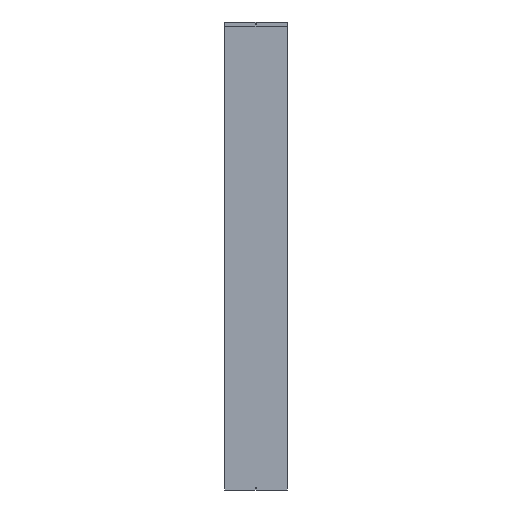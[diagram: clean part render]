
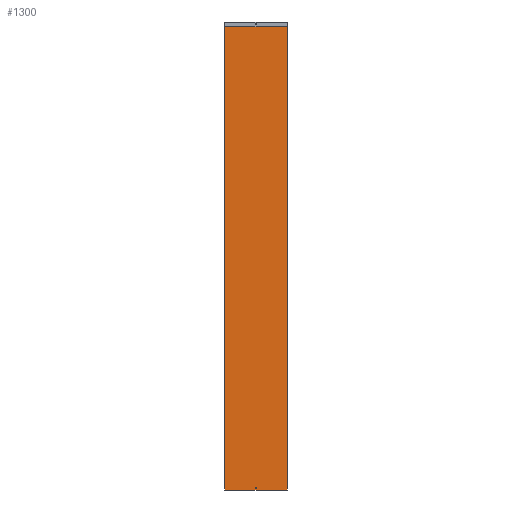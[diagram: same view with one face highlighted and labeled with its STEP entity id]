
A CAD part, front view. The second image highlights one B-rep face of the part: STEP entity #1300.
In plain terms, the highlighted planar face has unit normal (0, -1, 0).
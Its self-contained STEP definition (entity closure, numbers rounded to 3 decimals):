
#77 = FACE_BOUND ( 'NONE', #700, .T. ) ;
#80 = FACE_OUTER_BOUND ( 'NONE', #697, .T. ) ;
#113 = VERTEX_POINT ( 'NONE', #665 ) ;
#193 = CARTESIAN_POINT ( 'NONE',  ( -200., 0., 0. ) ) ;
#194 = CARTESIAN_POINT ( 'NONE',  ( 200., 0., 2968. ) ) ;
#202 = CARTESIAN_POINT ( 'NONE',  ( -200., 0., 2968. ) ) ;
#207 = CARTESIAN_POINT ( 'NONE',  ( 200., 0., 0. ) ) ;
#348 = VERTEX_POINT ( 'NONE', #193 ) ;
#367 = VERTEX_POINT ( 'NONE', #202 ) ;
#379 = VERTEX_POINT ( 'NONE', #207 ) ;
#386 = VERTEX_POINT ( 'NONE', #194 ) ;
#439 = AXIS2_PLACEMENT_3D ( 'NONE', #1191, #1188, #1186 ) ;
#509 = AXIS2_PLACEMENT_3D ( 'NONE', #626, #621, #620 ) ;
#524 = EDGE_CURVE ( 'NONE', #367, #348, #1007, .T. ) ;
#526 = EDGE_CURVE ( 'NONE', #113, #113, #1011, .T. ) ;
#527 = EDGE_CURVE ( 'NONE', #386, #379, #1016, .T. ) ;
#529 = EDGE_CURVE ( 'NONE', #367, #386, #1019, .T. ) ;
#531 = EDGE_CURVE ( 'NONE', #348, #379, #1015, .T. ) ;
#620 = DIRECTION ( 'NONE',  ( 0., 0., 1. ) ) ;
#621 = DIRECTION ( 'NONE',  ( 0., 1., 0. ) ) ;
#626 = CARTESIAN_POINT ( 'NONE',  ( -200., 0., 2969. ) ) ;
#628 = PLANE ( 'NONE',  #509 ) ;
#665 = CARTESIAN_POINT ( 'NONE',  ( 0., 0., 18.5 ) ) ;
#697 = EDGE_LOOP ( 'NONE', ( #756, #757, #758, #759 ) ) ;
#700 = EDGE_LOOP ( 'NONE', ( #755 ) ) ;
#755 = ORIENTED_EDGE ( 'NONE', *, *, #526, .F. ) ;
#756 = ORIENTED_EDGE ( 'NONE', *, *, #527, .F. ) ;
#757 = ORIENTED_EDGE ( 'NONE', *, *, #529, .F. ) ;
#758 = ORIENTED_EDGE ( 'NONE', *, *, #524, .T. ) ;
#759 = ORIENTED_EDGE ( 'NONE', *, *, #531, .T. ) ;
#1007 = LINE ( 'NONE', #1244, #1012 ) ;
#1011 = CIRCLE ( 'NONE', #439, 3.5 ) ;
#1012 = VECTOR ( 'NONE', #1295, 1000. ) ;
#1015 = LINE ( 'NONE', #1180, #1025 ) ;
#1016 = LINE ( 'NONE', #1161, #1018 ) ;
#1018 = VECTOR ( 'NONE', #1164, 1000. ) ;
#1019 = LINE ( 'NONE', #1177, #1021 ) ;
#1021 = VECTOR ( 'NONE', #1174, 1000. ) ;
#1025 = VECTOR ( 'NONE', #1163, 1000. ) ;
#1161 = CARTESIAN_POINT ( 'NONE',  ( 200., 0., 2969. ) ) ;
#1163 = DIRECTION ( 'NONE',  ( 1., 0., 0. ) ) ;
#1164 = DIRECTION ( 'NONE',  ( 0., 0., -1. ) ) ;
#1174 = DIRECTION ( 'NONE',  ( 1., 0., 0. ) ) ;
#1177 = CARTESIAN_POINT ( 'NONE',  ( -200., 0., 2968. ) ) ;
#1180 = CARTESIAN_POINT ( 'NONE',  ( -200., 0., 0. ) ) ;
#1186 = DIRECTION ( 'NONE',  ( 0., 0., 1. ) ) ;
#1188 = DIRECTION ( 'NONE',  ( 0., -1., 0. ) ) ;
#1191 = CARTESIAN_POINT ( 'NONE',  ( 0., 0., 15. ) ) ;
#1244 = CARTESIAN_POINT ( 'NONE',  ( -200., 0., 2969. ) ) ;
#1295 = DIRECTION ( 'NONE',  ( 0., 0., -1. ) ) ;
#1300 = ADVANCED_FACE ( 'NONE', ( #77, #80 ), #628, .F. ) ;
